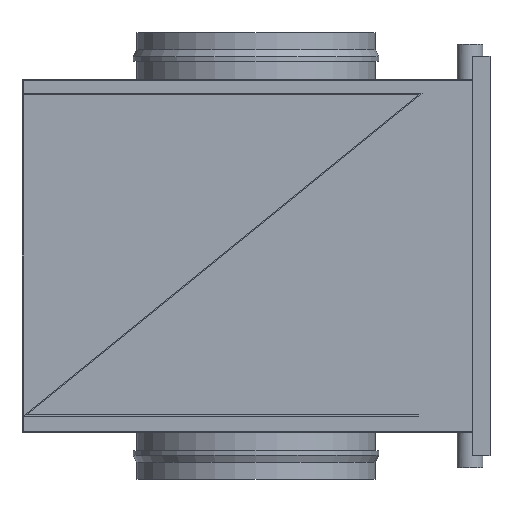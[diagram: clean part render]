
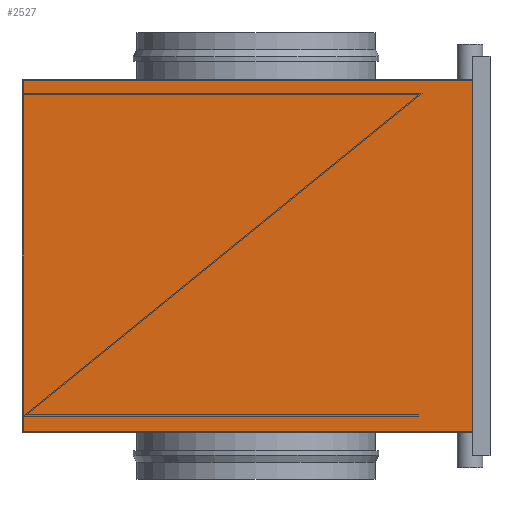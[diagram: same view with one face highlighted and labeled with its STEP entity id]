
A CAD part, front view. The second image highlights one B-rep face of the part: STEP entity #2527.
In plain terms, the highlighted planar face has unit normal (0, -1, 0).
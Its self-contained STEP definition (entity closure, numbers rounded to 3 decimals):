
#142 = VERTEX_POINT ( 'NONE', #904 ) ;
#159 = VERTEX_POINT ( 'NONE', #883 ) ;
#174 = EDGE_CURVE ( 'NONE', #159, #142, #921, .T. ) ;
#883 = CARTESIAN_POINT ( 'NONE',  ( 184., -164., 150. ) ) ;
#904 = CARTESIAN_POINT ( 'NONE',  ( -199., -164., 150. ) ) ;
#918 = DIRECTION ( 'NONE',  ( -1., 0., 0. ) ) ;
#919 = VECTOR ( 'NONE', #918, 1000. ) ;
#920 = CARTESIAN_POINT ( 'NONE',  ( 199., -164., 150. ) ) ;
#921 = LINE ( 'NONE', #920, #919 ) ;
#2049 = CARTESIAN_POINT ( 'NONE',  ( 184., -164., -150. ) ) ;
#2056 = CARTESIAN_POINT ( 'NONE',  ( -199., -164., -150. ) ) ;
#2057 = DIRECTION ( 'NONE',  ( -1., 0., 0. ) ) ;
#2058 = VECTOR ( 'NONE', #2057, 1000. ) ;
#2059 = CARTESIAN_POINT ( 'NONE',  ( 199., -164., -150. ) ) ;
#2060 = LINE ( 'NONE', #2059, #2058 ) ;
#2139 = DIRECTION ( 'NONE',  ( 0., 0., 1. ) ) ;
#2140 = DIRECTION ( 'NONE',  ( 0., 1., 0. ) ) ;
#2141 = CARTESIAN_POINT ( 'NONE',  ( 199., -164., 150. ) ) ;
#2142 = AXIS2_PLACEMENT_3D ( 'NONE', #2141, #2140, #2139 ) ;
#2143 = PLANE ( 'NONE',  #2142 ) ;
#2145 = FACE_OUTER_BOUND ( 'NONE', #2524, .T. ) ;
#2146 = DIRECTION ( 'NONE',  ( 0., 0., -1. ) ) ;
#2147 = VECTOR ( 'NONE', #2146, 1000. ) ;
#2148 = CARTESIAN_POINT ( 'NONE',  ( -199., -164., 150. ) ) ;
#2149 = LINE ( 'NONE', #2148, #2147 ) ;
#2150 = DIRECTION ( 'NONE',  ( 0., 0., -1. ) ) ;
#2151 = VECTOR ( 'NONE', #2150, 1000. ) ;
#2152 = CARTESIAN_POINT ( 'NONE',  ( 184., -164., 150. ) ) ;
#2153 = LINE ( 'NONE', #2152, #2151 ) ;
#2457 = EDGE_CURVE ( 'NONE', #2461, #2458, #2060, .T. ) ;
#2458 = VERTEX_POINT ( 'NONE', #2056 ) ;
#2461 = VERTEX_POINT ( 'NONE', #2049 ) ;
#2522 = EDGE_CURVE ( 'NONE', #159, #2461, #2153, .T. ) ;
#2524 = EDGE_LOOP ( 'NONE', ( #2531, #2528, #2529, #2533 ) ) ;
#2525 = EDGE_CURVE ( 'NONE', #142, #2458, #2149, .T. ) ;
#2527 = ADVANCED_FACE ( 'NONE', ( #2145 ), #2143, .F. ) ;
#2528 = ORIENTED_EDGE ( 'NONE', *, *, #174, .T. ) ;
#2529 = ORIENTED_EDGE ( 'NONE', *, *, #2525, .T. ) ;
#2531 = ORIENTED_EDGE ( 'NONE', *, *, #2522, .F. ) ;
#2533 = ORIENTED_EDGE ( 'NONE', *, *, #2457, .F. ) ;
